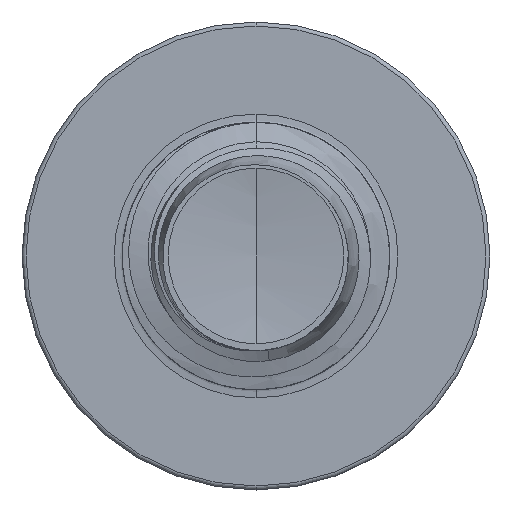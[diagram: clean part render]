
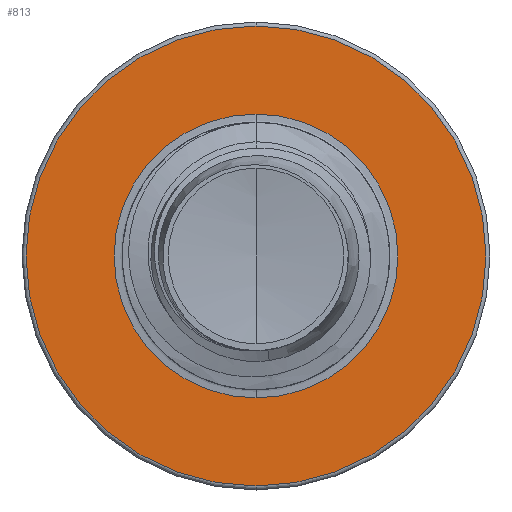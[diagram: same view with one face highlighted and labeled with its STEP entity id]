
A CAD part, front view. The second image highlights one B-rep face of the part: STEP entity #813.
In plain terms, the highlighted planar face has unit normal (0, -1, 0).
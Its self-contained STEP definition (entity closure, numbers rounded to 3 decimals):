
#813 = ADVANCED_FACE ( 'NONE', ( #2621, #52036 ), #2766, .F. ) ;
#1970 = EDGE_LOOP ( 'NONE', ( #55980, #47906 ) ) ;
#2437 = EDGE_CURVE ( 'NONE', #3099, #6072, #6483, .T. ) ;
#2621 = FACE_OUTER_BOUND ( 'NONE', #1970, .T. ) ;
#2766 = PLANE ( 'NONE',  #54871 ) ;
#3099 = VERTEX_POINT ( 'NONE', #5709 ) ;
#4608 = AXIS2_PLACEMENT_3D ( 'NONE', #47121, #18587, #51674 ) ;
#5709 = CARTESIAN_POINT ( 'NONE',  ( 0., 32.5, 5.16 ) ) ;
#6072 = VERTEX_POINT ( 'NONE', #13094 ) ;
#6483 = CIRCLE ( 'NONE', #4608, 5.16 ) ;
#10809 = VERTEX_POINT ( 'NONE', #52308 ) ;
#11753 = CARTESIAN_POINT ( 'NONE',  ( 0., 32.5, 0. ) ) ;
#11969 = CARTESIAN_POINT ( 'NONE',  ( 0., 32.5, 0. ) ) ;
#12697 = DIRECTION ( 'NONE',  ( 0., 1., 0. ) ) ;
#13094 = CARTESIAN_POINT ( 'NONE',  ( 0., 32.5, -5.16 ) ) ;
#13502 = CIRCLE ( 'NONE', #38178, 5.16 ) ;
#14082 = DIRECTION ( 'NONE',  ( 0., 1., 0. ) ) ;
#16376 = EDGE_CURVE ( 'NONE', #49619, #10809, #38887, .T. ) ;
#16637 = DIRECTION ( 'NONE',  ( 0., 0., 1. ) ) ;
#16850 = DIRECTION ( 'NONE',  ( 0., 0., 1. ) ) ;
#18587 = DIRECTION ( 'NONE',  ( 0., 1., 0. ) ) ;
#20005 = ORIENTED_EDGE ( 'NONE', *, *, #29074, .T. ) ;
#29074 = EDGE_CURVE ( 'NONE', #10809, #49619, #51392, .T. ) ;
#29371 = EDGE_CURVE ( 'NONE', #6072, #3099, #13502, .T. ) ;
#34944 = AXIS2_PLACEMENT_3D ( 'NONE', #11753, #45288, #16637 ) ;
#38178 = AXIS2_PLACEMENT_3D ( 'NONE', #11969, #45490, #16850 ) ;
#38442 = AXIS2_PLACEMENT_3D ( 'NONE', #42855, #14082, #47489 ) ;
#38887 = CIRCLE ( 'NONE', #38442, 3.186 ) ;
#39191 = EDGE_LOOP ( 'NONE', ( #20005, #56584 ) ) ;
#42855 = CARTESIAN_POINT ( 'NONE',  ( 0., 32.5, 0. ) ) ;
#44408 = CARTESIAN_POINT ( 'NONE',  ( 0., 32.5, -3.186 ) ) ;
#45288 = DIRECTION ( 'NONE',  ( 0., 1., 0. ) ) ;
#45490 = DIRECTION ( 'NONE',  ( 0., 1., 0. ) ) ;
#46170 = DIRECTION ( 'NONE',  ( 0., 0., 1. ) ) ;
#47121 = CARTESIAN_POINT ( 'NONE',  ( 0., 32.5, 0. ) ) ;
#47489 = DIRECTION ( 'NONE',  ( 0., 0., 1. ) ) ;
#47906 = ORIENTED_EDGE ( 'NONE', *, *, #29371, .F. ) ;
#49619 = VERTEX_POINT ( 'NONE', #44408 ) ;
#51392 = CIRCLE ( 'NONE', #34944, 3.186 ) ;
#51674 = DIRECTION ( 'NONE',  ( 0., 0., 1. ) ) ;
#52036 = FACE_BOUND ( 'NONE', #39191, .T. ) ;
#52308 = CARTESIAN_POINT ( 'NONE',  ( 0., 32.5, 3.186 ) ) ;
#54871 = AXIS2_PLACEMENT_3D ( 'NONE', #55082, #12697, #46170 ) ;
#55082 = CARTESIAN_POINT ( 'NONE',  ( 0., 32.5, -3.186 ) ) ;
#55980 = ORIENTED_EDGE ( 'NONE', *, *, #2437, .F. ) ;
#56584 = ORIENTED_EDGE ( 'NONE', *, *, #16376, .T. ) ;
